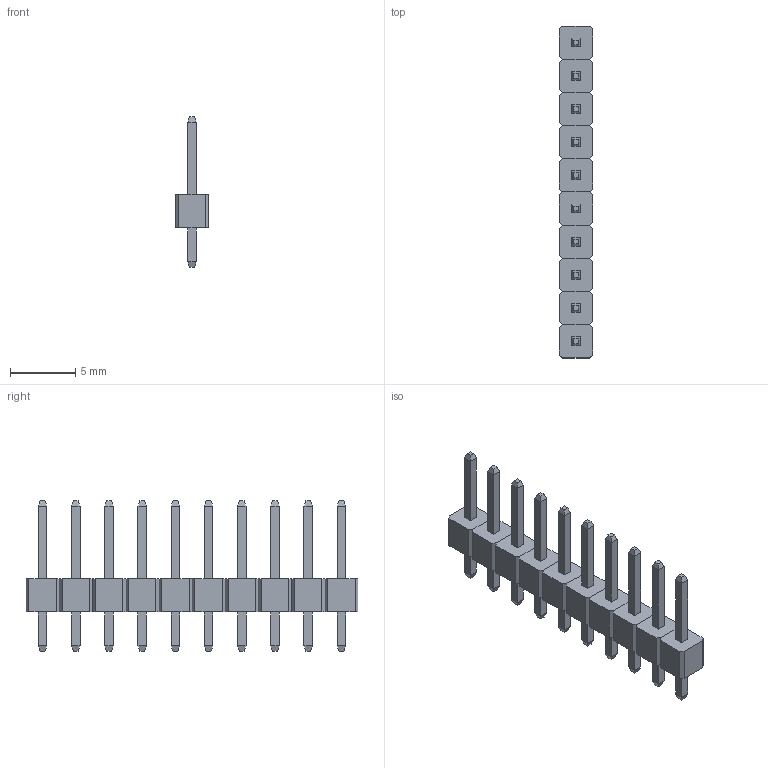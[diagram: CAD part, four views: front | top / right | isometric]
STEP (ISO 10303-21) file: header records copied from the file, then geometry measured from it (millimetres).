
FILE_DESCRIPTION (( 'STEP AP214' ), '1' );
FILE_NAME ('10x1_Pin_Header_2.54mm.STEP', '2022-08-24T06:08:07', ( '' ), ( '' ), 'SwSTEP 2.0', 'SolidWorks 2022', '' );
FILE_SCHEMA (( 'AUTOMOTIVE_DESIGN' ));
Length unit declared in the file: millimetre
Products named in the file (2): 1x1_Pin_Header_2.54mm; 10x1_Pin_Header_2.54mm
Assembly tree (10 placements, depth 2):
  10x1_Pin_Header_2.54mm
    1x1_Pin_Header_2.54mm  x10
Bounding box: 2.54 x 25.4 x 11.5 mm (x, y, z)
Volume: 197.4 mm3; surface area: 593.8 mm2
Topology: 10 solids, 10 shells, 280 faces, 640 edges, 400 vertices
Faces by surface type: plane 280
Entity records: 1210 total; most frequent: DIRECTION 146, CARTESIAN_POINT 145, ORIENTED_EDGE 128, VECTOR 64, LINE 64, EDGE_CURVE 64, AXIS2_PLACEMENT_3D 41, VERTEX_POINT 40
